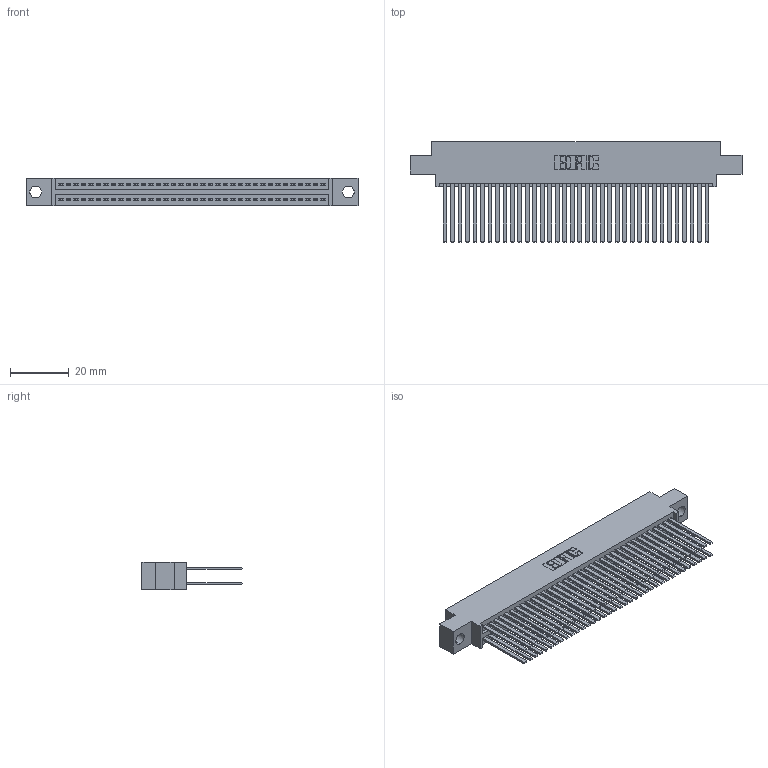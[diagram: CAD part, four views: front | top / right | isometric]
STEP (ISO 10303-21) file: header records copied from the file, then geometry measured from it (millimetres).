
FILE_DESCRIPTION (( 'STEP AP203' ), '1' );
FILE_NAME ('395-072-544-804.STEP', '2018-11-27T14:58:34', ( '' ), ( '' ), 'SwSTEP 2.0', 'SolidWorks 2016', '' );
FILE_SCHEMA (( 'CONFIG_CONTROL_DESIGN' ));
Length unit declared in the file: inch
Products named in the file (3): 345-292-001_345-293-144; 395-072-544-804; 345 Part_0.170 Offset - 0.156 Dia-TH
Assembly tree (73 placements, depth 2):
  395-072-544-804
    345 Part_0.170 Offset - 0.156 Dia-TH
    345-292-001_345-293-144  x72
Bounding box: 112.65 x 33.96 x 9.4 mm (x, y, z)
Volume: 11695.2 mm3; surface area: 20088.1 mm2
Topology: 73 solids, 73 shells, 3298 faces, 9785 edges, 6426 vertices
Faces by surface type: plane 2172, cylinder 1126
Entity records: 29005 total; most frequent: CARTESIAN_POINT 4868, ORIENTED_EDGE 4802, DIRECTION 4297, EDGE_CURVE 2401, LINE 2129, VECTOR 2129, VERTEX_POINT 1598, AXIS2_PLACEMENT_3D 1084
